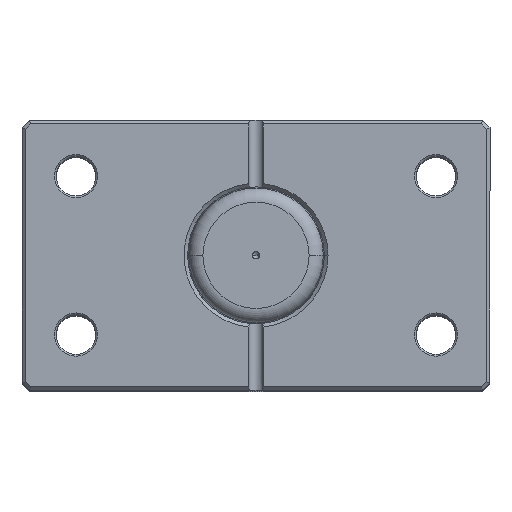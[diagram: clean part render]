
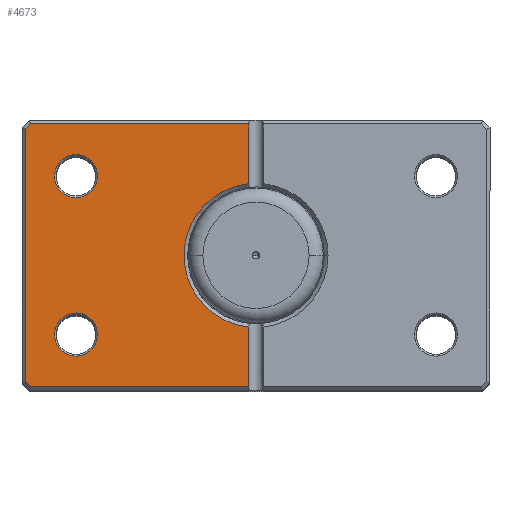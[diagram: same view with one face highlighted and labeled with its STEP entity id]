
A CAD part, top view. The second image highlights one B-rep face of the part: STEP entity #4673.
In plain terms, the highlighted face is planar.
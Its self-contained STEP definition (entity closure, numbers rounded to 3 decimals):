
#153 = EDGE_CURVE ( 'NONE', #1803, #577, #1443, .T. ) ;
#201 = VECTOR ( 'NONE', #1768, 1000. ) ;
#268 = LINE ( 'NONE', #1651, #1689 ) ;
#374 = ORIENTED_EDGE ( 'NONE', *, *, #1811, .T. ) ;
#375 = LINE ( 'NONE', #2944, #5540 ) ;
#410 = EDGE_LOOP ( 'NONE', ( #2774, #374, #2932, #2495, #3784, #2240, #658, #1312 ) ) ;
#449 = CARTESIAN_POINT ( 'NONE',  ( 44., 22., 0. ) ) ;
#550 = CARTESIAN_POINT ( 'NONE',  ( 0., 0., 0. ) ) ;
#577 = VERTEX_POINT ( 'NONE', #843 ) ;
#589 = LINE ( 'NONE', #1182, #4510 ) ;
#658 = ORIENTED_EDGE ( 'NONE', *, *, #6464, .T. ) ;
#690 = EDGE_CURVE ( 'NONE', #4290, #4994, #1867, .T. ) ;
#714 = CARTESIAN_POINT ( 'NONE',  ( 2., 36.5, 0. ) ) ;
#843 = CARTESIAN_POINT ( 'NONE',  ( 2., -19.9, 0. ) ) ;
#855 = EDGE_CURVE ( 'NONE', #1888, #2304, #3311, .T. ) ;
#888 = VERTEX_POINT ( 'NONE', #6477 ) ;
#958 = CARTESIAN_POINT ( 'NONE',  ( 50., 22., 0. ) ) ;
#984 = DIRECTION ( 'NONE',  ( 0., 0., 1. ) ) ;
#999 = AXIS2_PLACEMENT_3D ( 'NONE', #3884, #3778, #5347 ) ;
#1182 = CARTESIAN_POINT ( 'NONE',  ( 49.543, -49.543, 0. ) ) ;
#1209 = VERTEX_POINT ( 'NONE', #5656 ) ;
#1215 = DIRECTION ( 'NONE',  ( 0., 0., 1. ) ) ;
#1242 = DIRECTION ( 'NONE',  ( 0.707, -0.707, 0. ) ) ;
#1292 = AXIS2_PLACEMENT_3D ( 'NONE', #958, #4513, #1490 ) ;
#1312 = ORIENTED_EDGE ( 'NONE', *, *, #1968, .T. ) ;
#1443 = LINE ( 'NONE', #1857, #201 ) ;
#1490 = DIRECTION ( 'NONE',  ( 1., 0., 0. ) ) ;
#1636 = CARTESIAN_POINT ( 'NONE',  ( 49.543, 49.543, 0. ) ) ;
#1651 = CARTESIAN_POINT ( 'NONE',  ( 0., -36.5, 0. ) ) ;
#1661 = LINE ( 'NONE', #2185, #4185 ) ;
#1689 = VECTOR ( 'NONE', #2985, 1000. ) ;
#1768 = DIRECTION ( 'NONE',  ( 0., 1., 0. ) ) ;
#1795 = VERTEX_POINT ( 'NONE', #3501 ) ;
#1803 = VERTEX_POINT ( 'NONE', #3468 ) ;
#1811 = EDGE_CURVE ( 'NONE', #577, #3335, #2677, .T. ) ;
#1857 = CARTESIAN_POINT ( 'NONE',  ( 2., 37.5, 0. ) ) ;
#1867 = LINE ( 'NONE', #1636, #5598 ) ;
#1888 = VERTEX_POINT ( 'NONE', #449 ) ;
#1968 = EDGE_CURVE ( 'NONE', #6298, #1803, #268, .T. ) ;
#2045 = FACE_OUTER_BOUND ( 'NONE', #410, .T. ) ;
#2086 = CARTESIAN_POINT ( 'NONE',  ( 62.586, -36.5, 0. ) ) ;
#2156 = DIRECTION ( 'NONE',  ( 1., 0., 0. ) ) ;
#2162 = DIRECTION ( 'NONE',  ( 0., 1., 0. ) ) ;
#2185 = CARTESIAN_POINT ( 'NONE',  ( 2., 37.5, 0. ) ) ;
#2219 = FACE_BOUND ( 'NONE', #4780, .T. ) ;
#2240 = ORIENTED_EDGE ( 'NONE', *, *, #4978, .T. ) ;
#2303 = VECTOR ( 'NONE', #2326, 1000. ) ;
#2304 = VERTEX_POINT ( 'NONE', #2807 ) ;
#2326 = DIRECTION ( 'NONE',  ( 1., 0., 0. ) ) ;
#2359 = AXIS2_PLACEMENT_3D ( 'NONE', #4059, #984, #4539 ) ;
#2495 = ORIENTED_EDGE ( 'NONE', *, *, #4884, .T. ) ;
#2677 = CIRCLE ( 'NONE', #3419, 20. ) ;
#2765 = CIRCLE ( 'NONE', #1292, 6. ) ;
#2774 = ORIENTED_EDGE ( 'NONE', *, *, #153, .T. ) ;
#2775 = CARTESIAN_POINT ( 'NONE',  ( 62.586, 36.5, 0. ) ) ;
#2807 = CARTESIAN_POINT ( 'NONE',  ( 56., 22., 0. ) ) ;
#2932 = ORIENTED_EDGE ( 'NONE', *, *, #3060, .T. ) ;
#2944 = CARTESIAN_POINT ( 'NONE',  ( 64., 0., 0. ) ) ;
#2985 = DIRECTION ( 'NONE',  ( -1., 0., 0. ) ) ;
#3060 = EDGE_CURVE ( 'NONE', #3335, #3214, #1661, .T. ) ;
#3147 = EDGE_CURVE ( 'NONE', #1795, #1209, #4045, .T. ) ;
#3214 = VERTEX_POINT ( 'NONE', #714 ) ;
#3311 = CIRCLE ( 'NONE', #999, 6. ) ;
#3316 = ORIENTED_EDGE ( 'NONE', *, *, #5567, .T. ) ;
#3327 = AXIS2_PLACEMENT_3D ( 'NONE', #4256, #1215, #4735 ) ;
#3335 = VERTEX_POINT ( 'NONE', #5339 ) ;
#3365 = CARTESIAN_POINT ( 'NONE',  ( 0., 36.5, 0. ) ) ;
#3419 = AXIS2_PLACEMENT_3D ( 'NONE', #4169, #4416, #4311 ) ;
#3421 = FACE_BOUND ( 'NONE', #4374, .T. ) ;
#3468 = CARTESIAN_POINT ( 'NONE',  ( 2., -36.5, 0. ) ) ;
#3501 = CARTESIAN_POINT ( 'NONE',  ( 56., -22., 0. ) ) ;
#3778 = DIRECTION ( 'NONE',  ( 0., 0., 1. ) ) ;
#3784 = ORIENTED_EDGE ( 'NONE', *, *, #690, .T. ) ;
#3884 = CARTESIAN_POINT ( 'NONE',  ( 50., 22., 0. ) ) ;
#4045 = CIRCLE ( 'NONE', #3327, 6. ) ;
#4059 = CARTESIAN_POINT ( 'NONE',  ( 50., -22., 0. ) ) ;
#4139 = PLANE ( 'NONE',  #4502 ) ;
#4169 = CARTESIAN_POINT ( 'NONE',  ( 0., 0., 0. ) ) ;
#4185 = VECTOR ( 'NONE', #2162, 1000. ) ;
#4232 = DIRECTION ( 'NONE',  ( -0.707, -0.707, 0. ) ) ;
#4256 = CARTESIAN_POINT ( 'NONE',  ( 50., -22., 0. ) ) ;
#4290 = VERTEX_POINT ( 'NONE', #2775 ) ;
#4311 = DIRECTION ( 'NONE',  ( 1., 0., 0. ) ) ;
#4374 = EDGE_LOOP ( 'NONE', ( #5786, #3316 ) ) ;
#4416 = DIRECTION ( 'NONE',  ( 0., 0., 1. ) ) ;
#4502 = AXIS2_PLACEMENT_3D ( 'NONE', #550, #5083, #2156 ) ;
#4510 = VECTOR ( 'NONE', #4232, 1000. ) ;
#4513 = DIRECTION ( 'NONE',  ( 0., 0., 1. ) ) ;
#4539 = DIRECTION ( 'NONE',  ( 1., 0., 0. ) ) ;
#4673 = ADVANCED_FACE ( 'NONE', ( #2219, #3421, #2045 ), #4139, .F. ) ;
#4735 = DIRECTION ( 'NONE',  ( 1., 0., 0. ) ) ;
#4780 = EDGE_LOOP ( 'NONE', ( #6366, #5390 ) ) ;
#4884 = EDGE_CURVE ( 'NONE', #3214, #4290, #6165, .T. ) ;
#4978 = EDGE_CURVE ( 'NONE', #4994, #888, #375, .T. ) ;
#4994 = VERTEX_POINT ( 'NONE', #6346 ) ;
#5083 = DIRECTION ( 'NONE',  ( 0., 0., 1. ) ) ;
#5307 = CIRCLE ( 'NONE', #2359, 6. ) ;
#5339 = CARTESIAN_POINT ( 'NONE',  ( 2., 19.9, 0. ) ) ;
#5347 = DIRECTION ( 'NONE',  ( 1., 0., 0. ) ) ;
#5390 = ORIENTED_EDGE ( 'NONE', *, *, #3147, .T. ) ;
#5540 = VECTOR ( 'NONE', #6299, 1000. ) ;
#5567 = EDGE_CURVE ( 'NONE', #2304, #1888, #2765, .T. ) ;
#5590 = EDGE_CURVE ( 'NONE', #1209, #1795, #5307, .T. ) ;
#5598 = VECTOR ( 'NONE', #1242, 1000. ) ;
#5656 = CARTESIAN_POINT ( 'NONE',  ( 44., -22., 0. ) ) ;
#5786 = ORIENTED_EDGE ( 'NONE', *, *, #855, .T. ) ;
#6165 = LINE ( 'NONE', #3365, #2303 ) ;
#6298 = VERTEX_POINT ( 'NONE', #2086 ) ;
#6299 = DIRECTION ( 'NONE',  ( 0., -1., 0. ) ) ;
#6346 = CARTESIAN_POINT ( 'NONE',  ( 64., 35.086, 0. ) ) ;
#6366 = ORIENTED_EDGE ( 'NONE', *, *, #5590, .T. ) ;
#6464 = EDGE_CURVE ( 'NONE', #888, #6298, #589, .T. ) ;
#6477 = CARTESIAN_POINT ( 'NONE',  ( 64., -35.086, 0. ) ) ;
